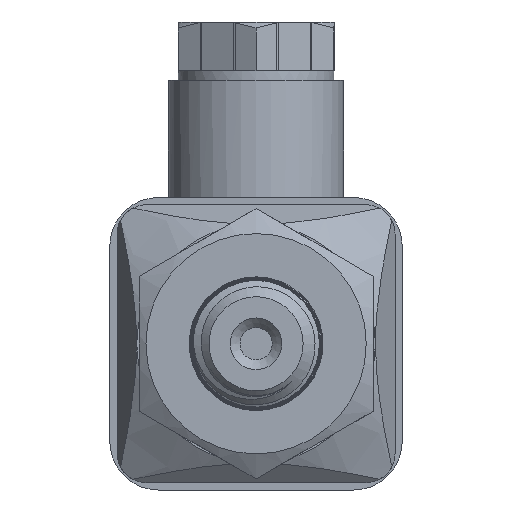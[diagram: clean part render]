
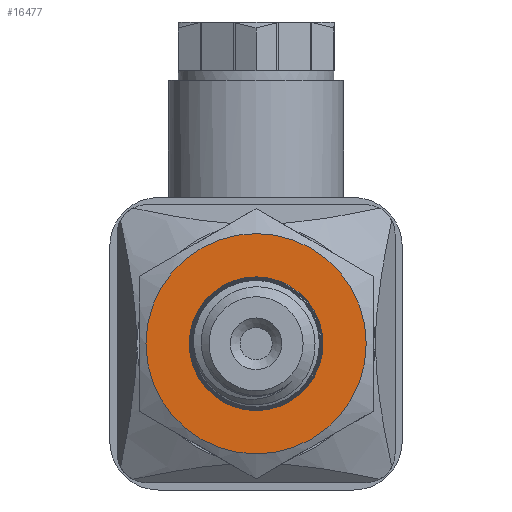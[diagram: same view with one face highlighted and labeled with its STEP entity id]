
A CAD part, left-side view. The second image highlights one B-rep face of the part: STEP entity #16477.
In plain terms, the highlighted planar face has unit normal (-1, 0, 0).
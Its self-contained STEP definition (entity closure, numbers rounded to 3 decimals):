
#154=FACE_BOUND('',#2203,.T.);
#264=PLANE('',#17523);
#1232=FACE_OUTER_BOUND('',#2202,.T.);
#2202=EDGE_LOOP('',(#11627));
#2203=EDGE_LOOP('',(#11628));
#3219=CIRCLE('',#17498,6.86);
#3232=CIRCLE('',#17524,11.3);
#7242=VERTEX_POINT('',#23855);
#7336=VERTEX_POINT('',#25477);
#8879=EDGE_CURVE('',#7242,#7242,#3219,.T.);
#9020=EDGE_CURVE('',#7336,#7336,#3232,.T.);
#11627=ORIENTED_EDGE('',*,*,#9020,.T.);
#11628=ORIENTED_EDGE('',*,*,#8879,.T.);
#16477=ADVANCED_FACE('',(#1232,#154),#264,.T.);
#17498=AXIS2_PLACEMENT_3D('',#23856,#18622,#18623);
#17523=AXIS2_PLACEMENT_3D('',#25476,#18723,#18724);
#17524=AXIS2_PLACEMENT_3D('',#25478,#18725,#18726);
#18622=DIRECTION('center_axis',(1.,0.,0.));
#18623=DIRECTION('ref_axis',(0.,0.,-1.));
#18723=DIRECTION('center_axis',(-1.,0.,0.));
#18724=DIRECTION('ref_axis',(0.,0.,1.));
#18725=DIRECTION('center_axis',(-1.,0.,0.));
#18726=DIRECTION('ref_axis',(0.,1.,0.));
#23855=CARTESIAN_POINT('',(14.,-6.86,0.));
#23856=CARTESIAN_POINT('Origin',(14.,0.,0.));
#25476=CARTESIAN_POINT('Origin',(14.,12.,0.));
#25477=CARTESIAN_POINT('',(14.,-11.3,0.));
#25478=CARTESIAN_POINT('Origin',(14.,0.,0.));
